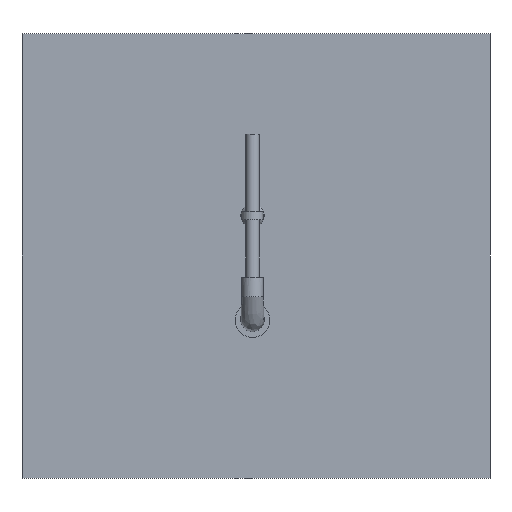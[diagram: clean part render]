
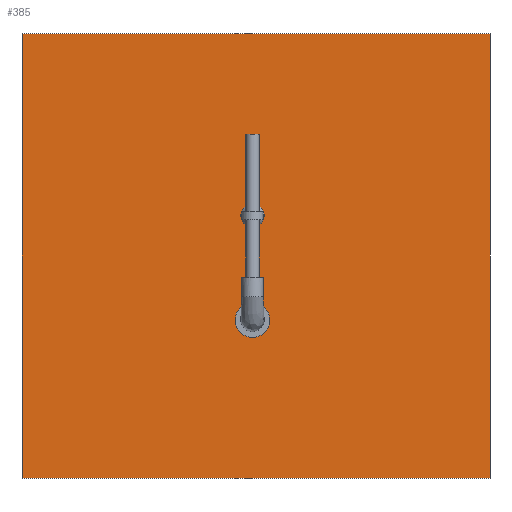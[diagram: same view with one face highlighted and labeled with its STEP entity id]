
A CAD part, front view. The second image highlights one B-rep face of the part: STEP entity #385.
In plain terms, the highlighted planar face has unit normal (0, -1, 0).
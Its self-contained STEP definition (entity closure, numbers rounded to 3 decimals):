
#35=LINE('',#925,#61);
#39=LINE('',#933,#65);
#42=LINE('',#939,#68);
#45=LINE('',#944,#71);
#61=VECTOR('',#509,10.);
#65=VECTOR('',#515,10.);
#68=VECTOR('',#520,10.);
#71=VECTOR('',#525,10.);
#107=FACE_OUTER_BOUND('',#136,.T.);
#136=EDGE_LOOP('',(#304,#305,#306,#307));
#180=VERTEX_POINT('',#923);
#181=VERTEX_POINT('',#924);
#184=VERTEX_POINT('',#932);
#186=VERTEX_POINT('',#938);
#218=EDGE_CURVE('',#180,#181,#35,.T.);
#222=EDGE_CURVE('',#184,#180,#39,.T.);
#225=EDGE_CURVE('',#186,#184,#42,.T.);
#228=EDGE_CURVE('',#181,#186,#45,.T.);
#304=ORIENTED_EDGE('',*,*,#228,.F.);
#305=ORIENTED_EDGE('',*,*,#218,.F.);
#306=ORIENTED_EDGE('',*,*,#222,.F.);
#307=ORIENTED_EDGE('',*,*,#225,.F.);
#363=PLANE('',#439);
#385=ADVANCED_FACE('',(#107),#363,.F.);
#439=AXIS2_PLACEMENT_3D('',#947,#529,#530);
#509=DIRECTION('',(-1.,0.,0.));
#515=DIRECTION('',(0.,0.,-1.));
#520=DIRECTION('',(1.,0.,0.));
#525=DIRECTION('',(0.,0.,1.));
#529=DIRECTION('center_axis',(0.,1.,0.));
#530=DIRECTION('ref_axis',(1.,0.,0.));
#923=CARTESIAN_POINT('',(614.145,60.,-488.848));
#924=CARTESIAN_POINT('',(-596.031,60.,-488.848));
#925=CARTESIAN_POINT('',(614.145,60.,-488.848));
#932=CARTESIAN_POINT('',(614.145,60.,660.247));
#933=CARTESIAN_POINT('',(614.145,60.,660.247));
#938=CARTESIAN_POINT('',(-596.031,60.,660.247));
#939=CARTESIAN_POINT('',(-596.031,60.,660.247));
#944=CARTESIAN_POINT('',(-596.031,60.,-488.848));
#947=CARTESIAN_POINT('Origin',(9.057,60.,85.7));
